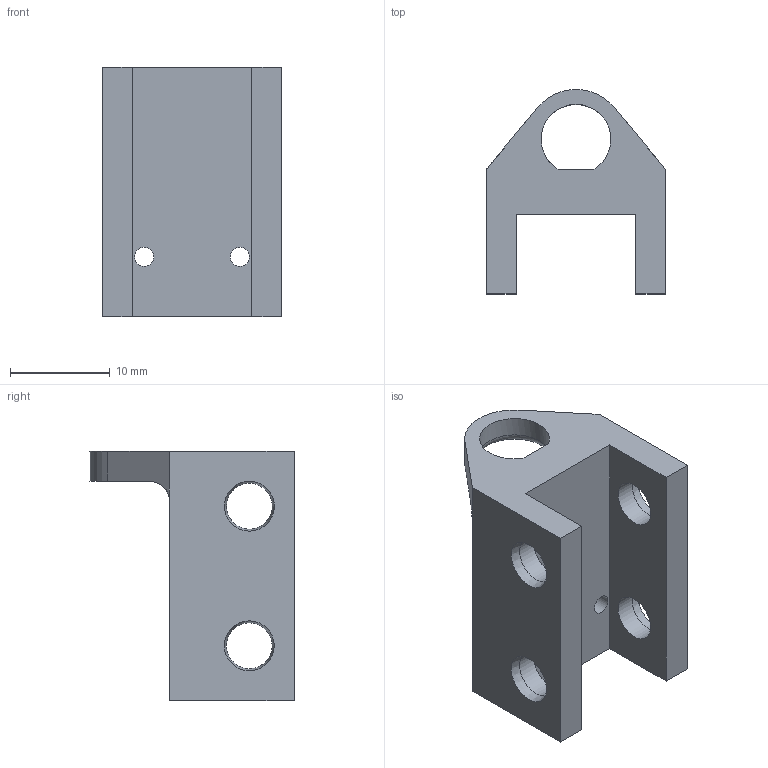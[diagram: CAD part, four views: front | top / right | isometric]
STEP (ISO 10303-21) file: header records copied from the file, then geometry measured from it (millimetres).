
FILE_DESCRIPTION(/* description */ (''),/* implementation_level */ '2;1');
FILE_NAME(/* name */ 'Limit switch holder.step',/* time_stamp */ '2021-08-08T12:27:19+02:00',/* author */ (''),/* organization */ (''),/* preprocessor_version */ 'ST-DEVELOPER v18.1',/* originating_system */ 'Autodesk Translation Framework v10.9.0.1377',/* authorisation */ '');
FILE_SCHEMA (('AUTOMOTIVE_DESIGN { 1 0 10303 214 3 1 1 }'));
Length unit declared in the file: millimetre
Products named in the file (1): Limit Switch Holder
Bounding box: 17.96 x 20.48 x 25 mm (x, y, z)
Volume: 3151.8 mm3; surface area: 2429.4 mm2
Topology: 1 solids, 1 shells, 32 faces, 83 edges, 52 vertices
Faces by surface type: plane 13, cylinder 10, cone 6, bspline 2, torus 1
Full cylindrical faces by diameter (mm): 1.9 x2, 4.6 x4
Entity records: 1237 total; most frequent: CARTESIAN_POINT 388, ORIENTED_EDGE 166, DIRECTION 166, EDGE_CURVE 83, AXIS2_PLACEMENT_3D 58, VERTEX_POINT 52, LINE 50, VECTOR 50
